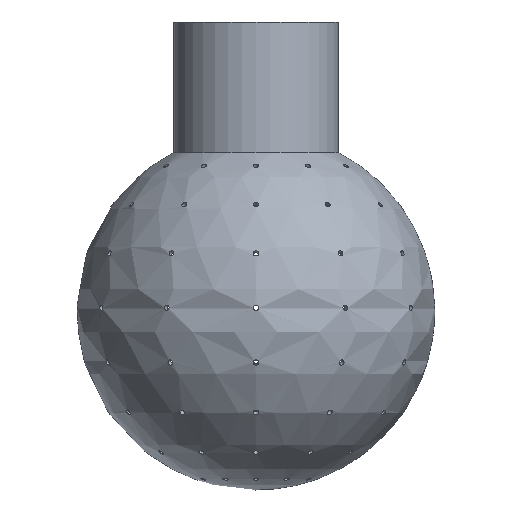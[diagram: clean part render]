
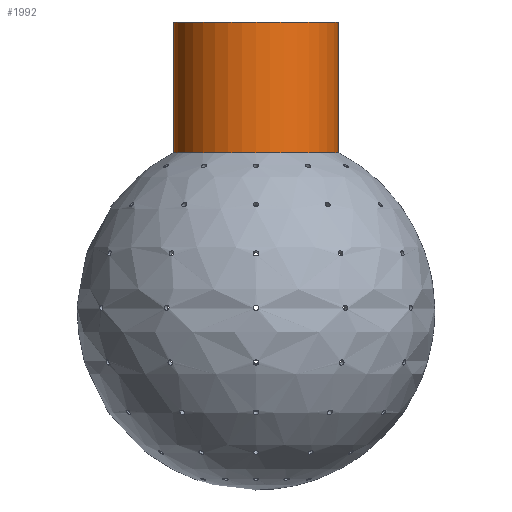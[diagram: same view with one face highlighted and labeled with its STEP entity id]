
A CAD part, front view. The second image highlights one B-rep face of the part: STEP entity #1992.
In plain terms, the highlighted cylindrical face has radius 15 mm (diameter 30 mm), a full revolution.
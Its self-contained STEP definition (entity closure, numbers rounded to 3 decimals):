
#18=FACE_BOUND('',#413,.T.);
#310=FACE_OUTER_BOUND('',#412,.T.);
#412=EDGE_LOOP('',(#1397));
#413=EDGE_LOOP('',(#1398));
#806=CIRCLE('',#2097,15.);
#807=CIRCLE('',#2098,15.);
#1003=VERTEX_POINT('',#2997);
#1004=VERTEX_POINT('',#2999);
#1200=EDGE_CURVE('',#1003,#1003,#806,.T.);
#1201=EDGE_CURVE('',#1004,#1004,#807,.T.);
#1397=ORIENTED_EDGE('',*,*,#1200,.F.);
#1398=ORIENTED_EDGE('',*,*,#1201,.F.);
#1791=CYLINDRICAL_SURFACE('',#2096,15.);
#1992=ADVANCED_FACE('',(#310,#18),#1791,.T.);
#2096=AXIS2_PLACEMENT_3D('',#2996,#2397,#2398);
#2097=AXIS2_PLACEMENT_3D('',#2998,#2399,#2400);
#2098=AXIS2_PLACEMENT_3D('',#3000,#2401,#2402);
#2397=DIRECTION('center_axis',(0.,0.,1.));
#2398=DIRECTION('ref_axis',(-1.,0.,0.));
#2399=DIRECTION('center_axis',(0.,0.,1.));
#2400=DIRECTION('ref_axis',(-1.,0.,0.));
#2401=DIRECTION('center_axis',(0.,0.,-1.));
#2402=DIRECTION('ref_axis',(-1.,0.,0.));
#2996=CARTESIAN_POINT('Origin',(0.,0.,28.092));
#2997=CARTESIAN_POINT('',(15.,0.,52.592));
#2998=CARTESIAN_POINT('Origin',(0.,0.,52.592));
#2999=CARTESIAN_POINT('',(15.,0.,28.831));
#3000=CARTESIAN_POINT('Origin',(0.,0.,28.831));
